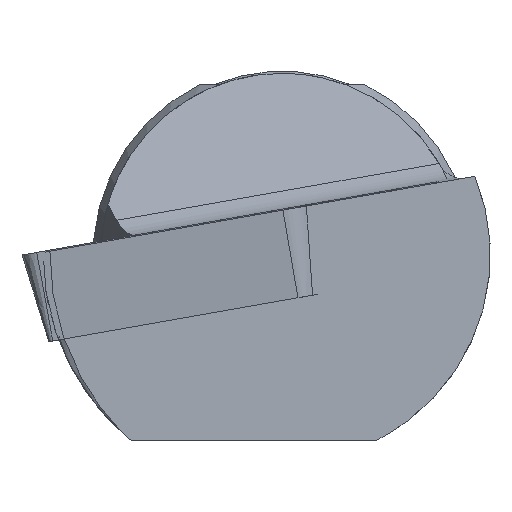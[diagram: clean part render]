
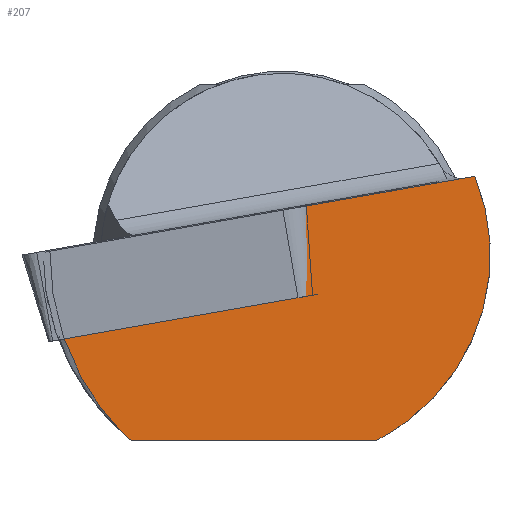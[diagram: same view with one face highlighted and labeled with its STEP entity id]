
A CAD part, left-side view. The second image highlights one B-rep face of the part: STEP entity #207.
In plain terms, the highlighted planar face has unit normal (-0.999, -0.052, 0).
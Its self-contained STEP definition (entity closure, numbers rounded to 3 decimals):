
#65=PLANE('',#794);
#84=LINE('',#1096,#118);
#96=LINE('',#1197,#130);
#118=VECTOR('',#866,1.);
#130=VECTOR('',#938,1.);
#161=ELLIPSE('',#760,5.508,5.5);
#162=ELLIPSE('',#778,6.796,6.756);
#163=ELLIPSE('',#781,6.334,6.325);
#207=ADVANCED_FACE('',(#252),#65,.F.);
#252=FACE_OUTER_BOUND('',#292,.T.);
#292=EDGE_LOOP('',(#457,#458,#459,#460,#461));
#457=ORIENTED_EDGE('',*,*,#642,.F.);
#458=ORIENTED_EDGE('',*,*,#648,.T.);
#459=ORIENTED_EDGE('',*,*,#672,.T.);
#460=ORIENTED_EDGE('',*,*,#675,.T.);
#461=ORIENTED_EDGE('',*,*,#684,.T.);
#568=VERTEX_POINT('',#1082);
#569=VERTEX_POINT('',#1083);
#572=VERTEX_POINT('',#1095);
#590=VERTEX_POINT('',#1165);
#593=VERTEX_POINT('',#1172);
#642=EDGE_CURVE('',#568,#569,#161,.T.);
#648=EDGE_CURVE('',#568,#572,#84,.T.);
#672=EDGE_CURVE('',#572,#590,#162,.T.);
#675=EDGE_CURVE('',#590,#593,#163,.T.);
#684=EDGE_CURVE('',#593,#569,#96,.T.);
#760=AXIS2_PLACEMENT_3D('',#1081,#858,#859);
#778=AXIS2_PLACEMENT_3D('',#1166,#906,#907);
#781=AXIS2_PLACEMENT_3D('',#1173,#913,#914);
#794=AXIS2_PLACEMENT_3D('',#1200,#943,#944);
#858=DIRECTION('',(0.999,0.052,0.));
#859=DIRECTION('',(-0.052,0.999,0.));
#866=DIRECTION('',(-0.052,0.983,-0.173));
#906=DIRECTION('',(-0.999,-0.052,0.));
#907=DIRECTION('',(0.052,-0.999,0.));
#913=DIRECTION('',(-0.999,-0.052,0.));
#914=DIRECTION('',(-0.052,0.999,0.));
#938=DIRECTION('',(0.052,-0.999,0.));
#943=DIRECTION('',(0.999,0.052,0.));
#944=DIRECTION('',(0.052,-0.999,0.));
#1081=CARTESIAN_POINT('',(0.702,-7.206,0.062));
#1082=CARTESIAN_POINT('',(0.969,-12.299,2.138));
#1083=CARTESIAN_POINT('',(0.833,-9.704,-4.838));
#1095=CARTESIAN_POINT('',(0.38,-1.062,0.157));
#1096=CARTESIAN_POINT('',(0.261,1.214,-0.245));
#1165=CARTESIAN_POINT('',(0.48,-2.969,-4.634));
#1166=CARTESIAN_POINT('',(0.736,-7.847,0.062));
#1172=CARTESIAN_POINT('',(0.493,-3.206,-4.838));
#1173=CARTESIAN_POINT('',(0.702,-7.206,0.062));
#1197=CARTESIAN_POINT('',(0.397,-1.378,-4.838));
#1200=CARTESIAN_POINT('',(0.38,-1.061,-12.588));
